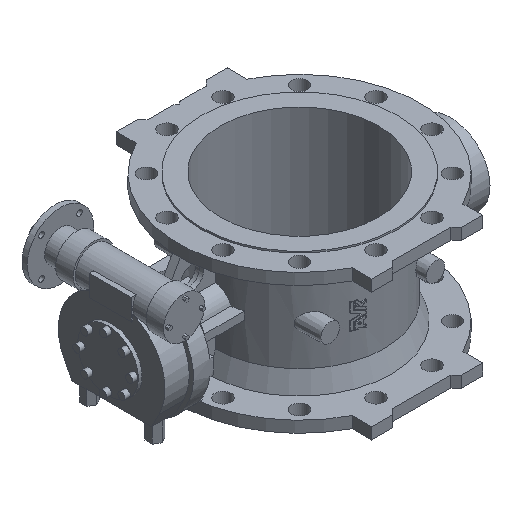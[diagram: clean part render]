
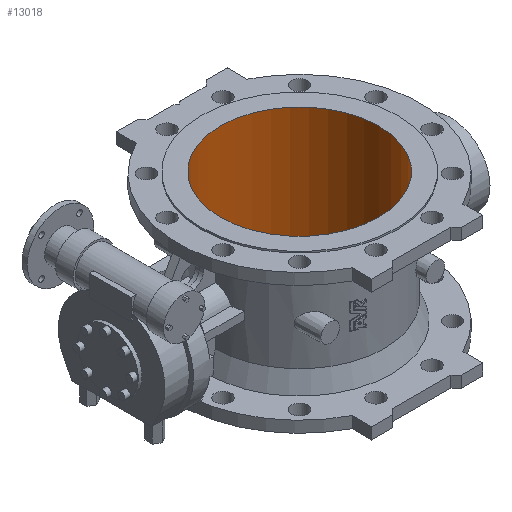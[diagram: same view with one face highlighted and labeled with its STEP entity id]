
A CAD part, isometric view. The second image highlights one B-rep face of the part: STEP entity #13018.
In plain terms, the highlighted cylindrical face has radius 150 mm (diameter 300 mm), a full revolution.
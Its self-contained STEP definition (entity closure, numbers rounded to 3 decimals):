
#168 = AXIS2_PLACEMENT_3D ( 'NONE', #4255, #4257, #4253 ) ;
#984 = CARTESIAN_POINT ( 'NONE',  ( 0., 131.209, -135. ) ) ;
#997 = CARTESIAN_POINT ( 'NONE',  ( 0., -168.791, 135. ) ) ;
#3988 = AXIS2_PLACEMENT_3D ( 'NONE', #16203, #16198, #16196 ) ;
#4031 = AXIS2_PLACEMENT_3D ( 'NONE', #10996, #10995, #10994 ) ;
#4253 = DIRECTION ( 'NONE',  ( 0., 1., 0. ) ) ;
#4255 = CARTESIAN_POINT ( 'NONE',  ( 0., -18.791, 133.661 ) ) ;
#4257 = DIRECTION ( 'NONE',  ( 0., 0., 1. ) ) ;
#4424 = EDGE_CURVE ( 'NONE', #16736, #16736, #11786, .T. ) ;
#4486 = EDGE_CURVE ( 'NONE', #16749, #16749, #11891, .T. ) ;
#7549 = FACE_OUTER_BOUND ( 'NONE', #9806, .T. ) ;
#7554 = FACE_OUTER_BOUND ( 'NONE', #9808, .T. ) ;
#7556 = CYLINDRICAL_SURFACE ( 'NONE', #168, 150. ) ;
#9806 = EDGE_LOOP ( 'NONE', ( #13612 ) ) ;
#9808 = EDGE_LOOP ( 'NONE', ( #13613 ) ) ;
#10994 = DIRECTION ( 'NONE',  ( 0., 1., 0. ) ) ;
#10995 = DIRECTION ( 'NONE',  ( 0., 0., 1. ) ) ;
#10996 = CARTESIAN_POINT ( 'NONE',  ( 0., -18.791, -135. ) ) ;
#11786 = CIRCLE ( 'NONE', #4031, 150. ) ;
#11891 = CIRCLE ( 'NONE', #3988, 150. ) ;
#13018 = ADVANCED_FACE ( 'NONE', ( #7549, #7554 ), #7556, .F. ) ;
#13612 = ORIENTED_EDGE ( 'NONE', *, *, #4424, .F. ) ;
#13613 = ORIENTED_EDGE ( 'NONE', *, *, #4486, .T. ) ;
#16196 = DIRECTION ( 'NONE',  ( 0., -1., 0. ) ) ;
#16198 = DIRECTION ( 'NONE',  ( 0., 0., 1. ) ) ;
#16203 = CARTESIAN_POINT ( 'NONE',  ( 0., -18.791, 135. ) ) ;
#16736 = VERTEX_POINT ( 'NONE', #984 ) ;
#16749 = VERTEX_POINT ( 'NONE', #997 ) ;
